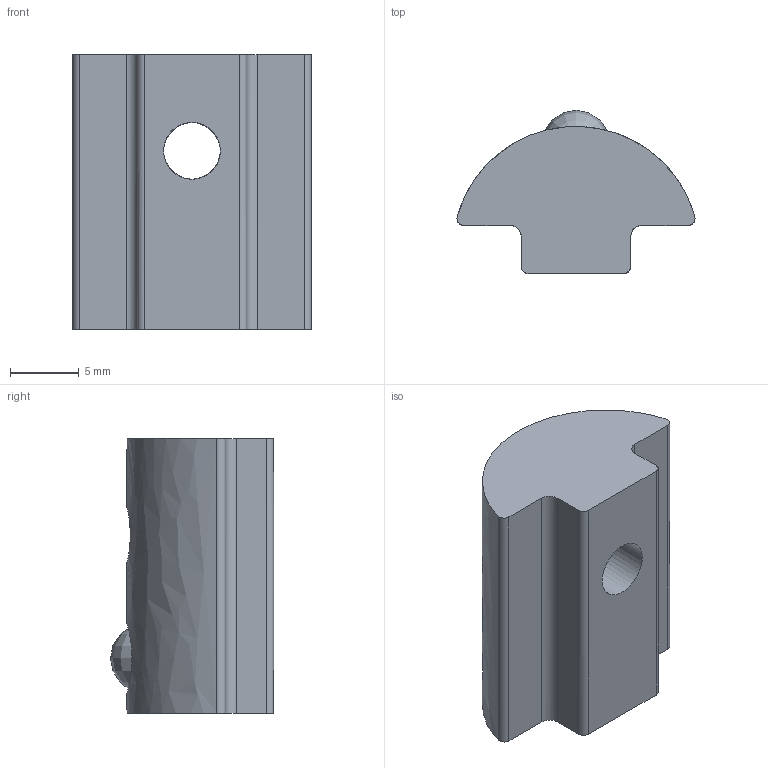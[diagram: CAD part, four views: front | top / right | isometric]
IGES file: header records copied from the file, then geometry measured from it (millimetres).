
Global section: file name: SV2000V_A; native system: Autodesk Inventor 2015; preprocessor: unknown; author: Marina Kaa; date: 20151130.112206; units: millimetre
Bounding box: 17.37 x 11.9 x 20 mm (x, y, z)
Volume: 2248.8 mm3; surface area: 1575.5 mm2
Topology: 3 solids, 3 shells, 21 faces, 55 edges, 38 vertices
Faces by surface type: bspline 21
